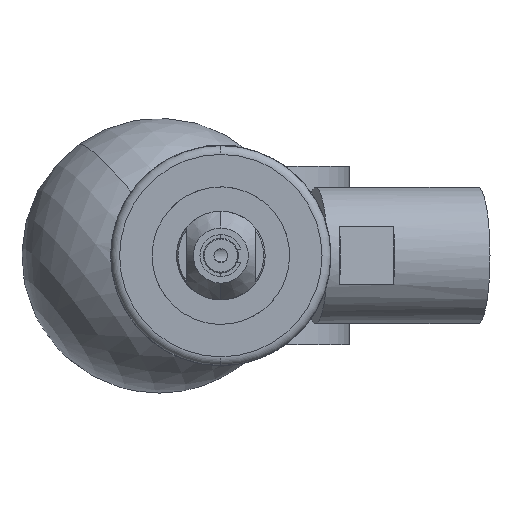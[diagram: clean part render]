
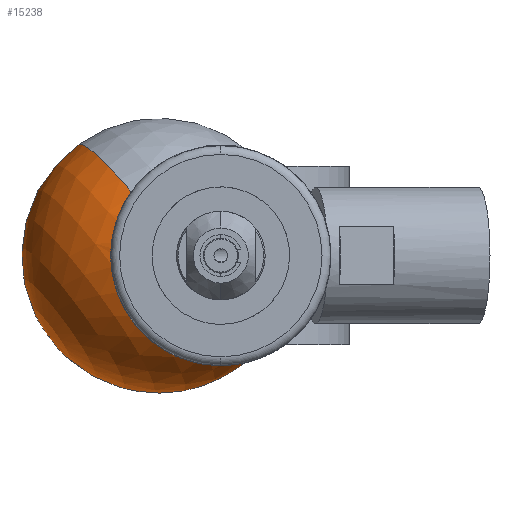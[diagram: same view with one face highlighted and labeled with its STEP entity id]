
A CAD part, left-side view. The second image highlights one B-rep face of the part: STEP entity #15238.
In plain terms, the highlighted spherical face has radius 15.875 mm.
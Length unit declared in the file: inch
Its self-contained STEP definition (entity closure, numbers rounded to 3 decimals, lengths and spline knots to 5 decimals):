
#101 = AXIS2_PLACEMENT_3D ( 'NONE', #14600, #8809, #10127 ) ;
#307 = CARTESIAN_POINT ( 'NONE',  ( 6.58962, 0.19044, 0. ) ) ;
#308 = CARTESIAN_POINT ( 'NONE',  ( 7.15539, 0.28004, 0. ) ) ;
#914 = ORIENTED_EDGE ( 'NONE', *, *, #7457, .T. ) ;
#3169 = ORIENTED_EDGE ( 'NONE', *, *, #6077, .T. ) ;
#3360 = CIRCLE ( 'NONE', #3831, 0.625 ) ;
#3438 = CARTESIAN_POINT ( 'NONE',  ( 6.58962, 0.19044, 0. ) ) ;
#3831 = AXIS2_PLACEMENT_3D ( 'NONE', #308, #12177, #8918 ) ;
#4563 = EDGE_LOOP ( 'NONE', ( #11135, #4950, #3169, #914 ) ) ;
#4850 = AXIS2_PLACEMENT_3D ( 'NONE', #9931, #7573, #11082 ) ;
#4950 = ORIENTED_EDGE ( 'NONE', *, *, #13880, .T. ) ;
#4968 = DIRECTION ( 'NONE',  ( 0.127, -0.801, 0.585 ) ) ;
#5780 = VERTEX_POINT ( 'NONE', #11266 ) ;
#6033 = DIRECTION ( 'NONE',  ( 0.127, -0.801, 0.585 ) ) ;
#6077 = EDGE_CURVE ( 'NONE', #12824, #11770, #15278, .T. ) ;
#6106 = FACE_OUTER_BOUND ( 'NONE', #4563, .T. ) ;
#6682 = CARTESIAN_POINT ( 'NONE',  ( 6.55791, 0.39068, -0.14627 ) ) ;
#6957 = DIRECTION ( 'NONE',  ( 0.988, 0.156, 0. ) ) ;
#7457 = EDGE_CURVE ( 'NONE', #11770, #13225, #14102, .T. ) ;
#7573 = DIRECTION ( 'NONE',  ( 0.127, -0.801, 0.585 ) ) ;
#7662 = AXIS2_PLACEMENT_3D ( 'NONE', #307, #10794, #4968 ) ;
#8809 = DIRECTION ( 'NONE',  ( 0.127, -0.801, 0.585 ) ) ;
#8918 = DIRECTION ( 'NONE',  ( 0., 0.59, 0.808 ) ) ;
#9931 = CARTESIAN_POINT ( 'NONE',  ( 7.15539, 0.28004, 0. ) ) ;
#10127 = DIRECTION ( 'NONE',  ( 0., -0.59, -0.808 ) ) ;
#10611 = AXIS2_PLACEMENT_3D ( 'NONE', #3438, #6957, #6033 ) ;
#10794 = DIRECTION ( 'NONE',  ( 0.988, 0.156, 0. ) ) ;
#11037 = CARTESIAN_POINT ( 'NONE',  ( 6.6125, 0.04597, -0.20274 ) ) ;
#11082 = DIRECTION ( 'NONE',  ( 0.092, -0.578, -0.811 ) ) ;
#11135 = ORIENTED_EDGE ( 'NONE', *, *, #14802, .F. ) ;
#11266 = CARTESIAN_POINT ( 'NONE',  ( 7.7727, 0.37782, 0. ) ) ;
#11770 = VERTEX_POINT ( 'NONE', #6682 ) ;
#12177 = DIRECTION ( 'NONE',  ( -0.127, 0.801, -0.585 ) ) ;
#12486 = CIRCLE ( 'NONE', #101, 0.625 ) ;
#12824 = VERTEX_POINT ( 'NONE', #11037 ) ;
#13164 = SPHERICAL_SURFACE ( 'NONE', #4850, 0.625 ) ;
#13225 = VERTEX_POINT ( 'NONE', #14932 ) ;
#13880 = EDGE_CURVE ( 'NONE', #5780, #12824, #3360, .T. ) ;
#14102 = CIRCLE ( 'NONE', #7662, 0.25 ) ;
#14600 = CARTESIAN_POINT ( 'NONE',  ( 7.15539, 0.28004, 0. ) ) ;
#14802 = EDGE_CURVE ( 'NONE', #5780, #13225, #12486, .T. ) ;
#14932 = CARTESIAN_POINT ( 'NONE',  ( 6.56674, 0.3349, 0.20274 ) ) ;
#15238 = ADVANCED_FACE ( 'NONE', ( #6106 ), #13164, .T. ) ;
#15278 = CIRCLE ( 'NONE', #10611, 0.25 ) ;
